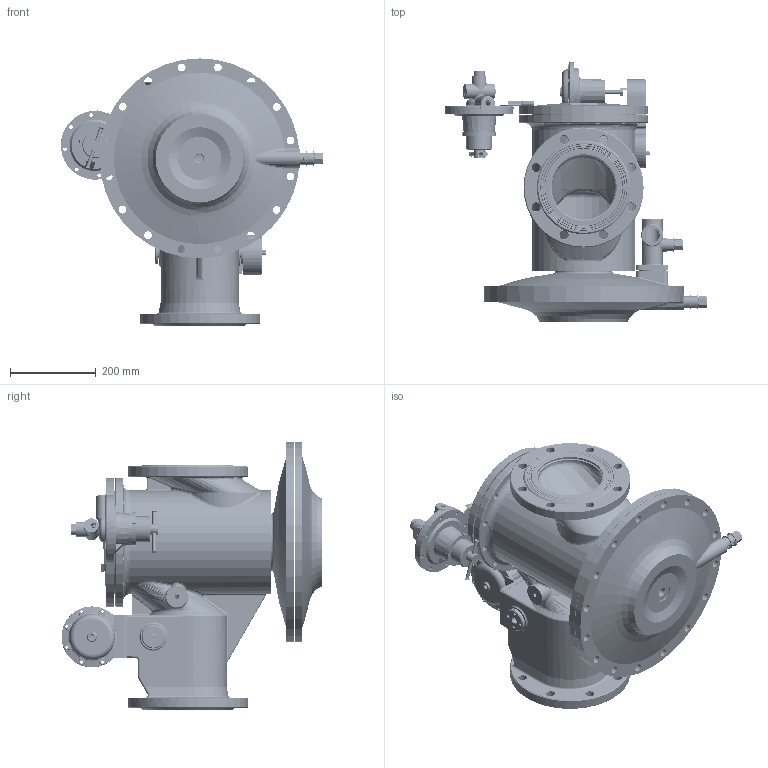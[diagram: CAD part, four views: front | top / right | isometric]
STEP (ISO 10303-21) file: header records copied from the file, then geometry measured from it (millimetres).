
FILE_DESCRIPTION (( 'STEP AP203' ), '1' );
FILE_NAME ('ﾐﾄﾃ-150.STEP', '2019-10-29T04:19:09', ( '' ), ( '' ), 'SwSTEP 2.0', 'SolidWorks 2018', '' );
FILE_SCHEMA (( 'CONFIG_CONTROL_DESIGN' ));
Length unit declared in the file: millimetre
Products named in the file (47): ___-50-05-01-01 (_____).STEP; 229-__36(_________ __________).STEP; ___-80-05-29-20(______).STEP; 367-01-12 - _____.STEP; ___-150-05-01-11.STEP; ___-80-05-00-03 __(______).STEP; 229-__25(________ ________)____-150_.STEP; ___-(____ _________)_____-_.STEP; ___-80-05-29-16-02(__________).STEP; 367-01-19 - _____.STEP; ______.STEP; ___-150-05-01-08(______ ____).STEP; _______.STEP; ____-20-04-12-03-01_ (________).STEP; 229-__45(________ __________).STEP; ﾑﾟﾌﾈ.493611-231ﾑﾁ (ﾐﾄﾃ-150ﾌﾍ).STEP; ___.STEP; __________.STEP; ___ _____.STEP; ___-50-05-08-03_ (_________).STEP; ___-80-05-30-01(______)____-80-05-30-05.STEP; ﾐﾄﾃ-150; _____ _10.STEP; ___-50-05-01-16-04 (_________).STEP; _____ _ ____.STEP; ___-50-05-08-00_ (________)____-05-05-08-00-02_(_).STEP; ___-80-05-30-06-01 - ______.STEP; ______-1.STEP; ___-50-05-20-01 (______).STEP; ___-150-05-01-01 (______).STEP; 229-25-04 (______ _______)_229-25-04-01.STEP; 229__38(_______ __________)_229 __38-05.STEP; _____ _10 ______..STEP; _____-0.STEP; 6066.01.08(______ _______).STEP; ___-50-05-01-23-01 (____).STEP; ___-150-05-00-12 (_________).STEP; ___-80-05-29-02(______).STEP; ____ _6 _ ____.STEP; _______-150.STEP ...
Assembly tree (54 placements, depth 5):
  ﾐﾄﾃ-150
    ﾑﾟﾌﾈ.493611-231ﾑﾁ (ﾐﾄﾃ-150ﾌﾍ).STEP
      229-__36(_________ __________).STEP
        229-__45(________ __________).STEP
          ___-80-05-29-02(______).STEP
          ___-80-05-29-10(______).STEP
          ___-80-05-29-20(______).STEP
          ___-80-05-29-16-02(__________).STEP
        229__38(_______ __________)_229 __38-05.STEP
          ___-80-05-30-01(______)____-80-05-30-05.STEP
          ___-80-05-30-06-01 - ______.STEP
        ___-150-05-00-12 (_________).STEP
        _____.STEP
      229-__25(________ ________)____-150_.STEP
        ___-50-05-08-00_ (________)____-05-05-08-00-02_(_).STEP
          ___-(____ _________)_____-_.STEP
          ____-20-04-12-03-01_ (________).STEP
          ___-50-05-08-03_ (_________).STEP
        229-25-04 (______ _______)_229-25-04-01.STEP
        ___-50-05-01-23-01 (____).STEP
        ___-150-05-01-26 - _________.STEP
        ___-50-05-01-01 (_____).STEP
      _____ _ ____.STEP
        _______.STEP
        ___ _____.STEP
      ___-150-05-01-01 (______).STEP
      6066.01.08(______ _______).STEP
      6066.01.09(______ ______).STEP
      ___-150-05-01-04-01(______).STEP
      ___-80-05-00-03 __(______).STEP
      ___-150-05-01-08(______ ____).STEP
      __________.STEP  x3
      ___-50-05-01-16-04 (_________).STEP  x5
      ___-50-05-20-01 (______).STEP  x2
      _____-0.STEP
      _______-150.STEP
      ___-80-05-13-01 (_____).STEP  x2
      ___-150-05-01-11.STEP
      ______.STEP
      ___.STEP
      _____ _10.STEP
      ______-1.STEP
      _____ _10 ______..STEP
      ____ _6 _ ____.STEP
      _______________ 150.STEP
      367-01-12 - _____.STEP
      367-01-19 - _____.STEP
Bounding box: 611.18 x 608.41 x 623 mm (x, y, z)
Volume: 17167386.7 mm3; surface area: 2858492.2 mm2
Topology: 47 solids, 47 shells, 3728 faces, 8987 edges, 5296 vertices
Faces by surface type: cylinder 1392, plane 713, cone 495, bspline 477, torus 466, sphere 185
Entity records: 159438 total; most frequent: CARTESIAN_POINT 71316, DIRECTION 18104, ORIENTED_EDGE 17094, EDGE_CURVE 8547, AXIS2_PLACEMENT_3D 7638, VERTEX_POINT 5104, CIRCLE 4440, EDGE_LOOP 4121
